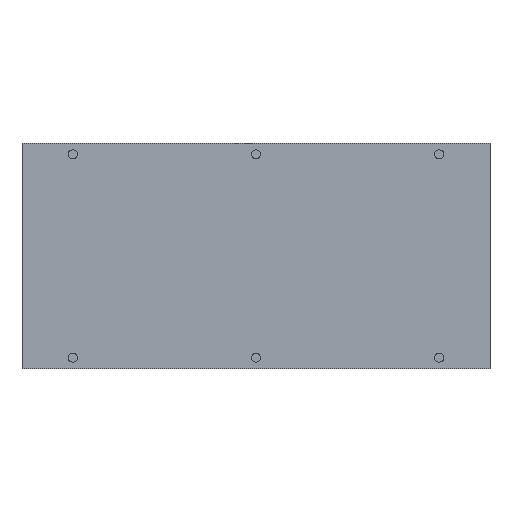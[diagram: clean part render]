
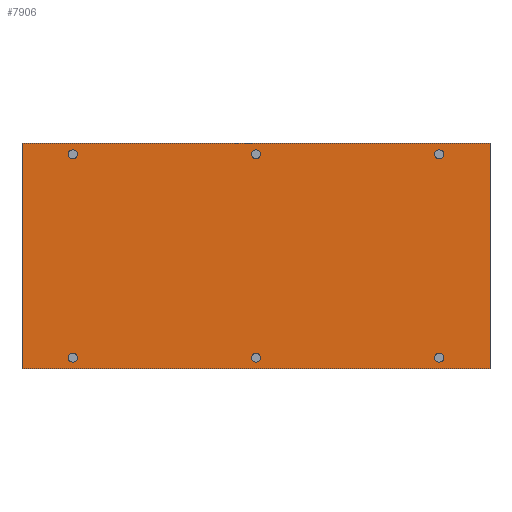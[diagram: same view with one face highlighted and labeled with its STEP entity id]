
A CAD part, front view. The second image highlights one B-rep face of the part: STEP entity #7906.
In plain terms, the highlighted planar face has unit normal (0, -1, 0).
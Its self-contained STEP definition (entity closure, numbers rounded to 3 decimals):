
#7023 = CARTESIAN_POINT ( 'NONE',  ( 100.572, -77.425, -3.924 ) ) ;
#7024 = VERTEX_POINT ( 'NONE', #7023 ) ;
#7026 = CARTESIAN_POINT ( 'NONE',  ( 100.572, -77.425, -54.724 ) ) ;
#7027 = VERTEX_POINT ( 'NONE', #7030 ) ;
#7028 = VERTEX_POINT ( 'NONE', #7026 ) ;
#7030 = CARTESIAN_POINT ( 'NONE',  ( 54.852, -77.425, -54.724 ) ) ;
#7035 = CARTESIAN_POINT ( 'NONE',  ( 9.132, -77.425, -3.924 ) ) ;
#7036 = VERTEX_POINT ( 'NONE', #7035 ) ;
#7037 = CARTESIAN_POINT ( 'NONE',  ( 54.852, -77.425, -3.924 ) ) ;
#7056 = VERTEX_POINT ( 'NONE', #7058 ) ;
#7057 = VERTEX_POINT ( 'NONE', #7037 ) ;
#7058 = CARTESIAN_POINT ( 'NONE',  ( 9.132, -77.425, -54.724 ) ) ;
#7852 = ORIENTED_EDGE ( 'NONE', *, *, #7853, .F. ) ;
#7853 = EDGE_CURVE ( 'NONE', #7056, #7056, #14023, .T. ) ;
#7854 = EDGE_LOOP ( 'NONE', ( #7905 ) ) ;
#7858 = VERTEX_POINT ( 'NONE', #14048 ) ;
#7869 = EDGE_LOOP ( 'NONE', ( #7894 ) ) ;
#7873 = EDGE_LOOP ( 'NONE', ( #7908 ) ) ;
#7874 = EDGE_CURVE ( 'NONE', #7057, #7057, #14087, .T. ) ;
#7891 = EDGE_CURVE ( 'NONE', #7893, #7924, #14120, .T. ) ;
#7892 = VERTEX_POINT ( 'NONE', #14074 ) ;
#7893 = VERTEX_POINT ( 'NONE', #14086 ) ;
#7894 = ORIENTED_EDGE ( 'NONE', *, *, #7911, .F. ) ;
#7895 = ORIENTED_EDGE ( 'NONE', *, *, #7891, .F. ) ;
#7897 = ORIENTED_EDGE ( 'NONE', *, *, #7962, .T. ) ;
#7898 = ORIENTED_EDGE ( 'NONE', *, *, #7912, .F. ) ;
#7899 = EDGE_LOOP ( 'NONE', ( #7895, #7902, #7897, #7901 ) ) ;
#7900 = EDGE_CURVE ( 'NONE', #7892, #7893, #14114, .T. ) ;
#7901 = ORIENTED_EDGE ( 'NONE', *, *, #7923, .T. ) ;
#7902 = ORIENTED_EDGE ( 'NONE', *, *, #7900, .F. ) ;
#7903 = EDGE_LOOP ( 'NONE', ( #7918 ) ) ;
#7905 = ORIENTED_EDGE ( 'NONE', *, *, #7874, .F. ) ;
#7906 = ADVANCED_FACE ( 'NONE', ( #14118, #14128, #14107, #14101, #14127, #14105, #14100 ), #14106, .T. ) ;
#7907 = EDGE_CURVE ( 'NONE', #7036, #7036, #14165, .T. ) ;
#7908 = ORIENTED_EDGE ( 'NONE', *, *, #7910, .F. ) ;
#7909 = EDGE_LOOP ( 'NONE', ( #7852 ) ) ;
#7910 = EDGE_CURVE ( 'NONE', #7027, #7027, #14112, .T. ) ;
#7911 = EDGE_CURVE ( 'NONE', #7028, #7028, #14163, .T. ) ;
#7912 = EDGE_CURVE ( 'NONE', #7024, #7024, #14145, .T. ) ;
#7913 = EDGE_LOOP ( 'NONE', ( #7898 ) ) ;
#7918 = ORIENTED_EDGE ( 'NONE', *, *, #7907, .F. ) ;
#7923 = EDGE_CURVE ( 'NONE', #7858, #7924, #14185, .T. ) ;
#7924 = VERTEX_POINT ( 'NONE', #14184 ) ;
#7962 = EDGE_CURVE ( 'NONE', #7892, #7858, #14231, .T. ) ;
#14013 = DIRECTION ( 'NONE',  ( 0., 0., -1. ) ) ;
#14014 = DIRECTION ( 'NONE',  ( 0., -1., 0. ) ) ;
#14022 = AXIS2_PLACEMENT_3D ( 'NONE', #14031, #14014, #14013 ) ;
#14023 = CIRCLE ( 'NONE', #14022, 1.13 ) ;
#14031 = CARTESIAN_POINT ( 'NONE',  ( 9.132, -77.425, -53.594 ) ) ;
#14048 = CARTESIAN_POINT ( 'NONE',  ( -3.568, -77.425, 0. ) ) ;
#14074 = CARTESIAN_POINT ( 'NONE',  ( 113.272, -77.425, 0. ) ) ;
#14081 = DIRECTION ( 'NONE',  ( 0., 0., -1. ) ) ;
#14082 = DIRECTION ( 'NONE',  ( 0., -1., 0. ) ) ;
#14083 = CARTESIAN_POINT ( 'NONE',  ( 54.852, -77.425, -2.794 ) ) ;
#14084 = AXIS2_PLACEMENT_3D ( 'NONE', #14083, #14082, #14081 ) ;
#14086 = CARTESIAN_POINT ( 'NONE',  ( 113.272, -77.425, -56.388 ) ) ;
#14087 = CIRCLE ( 'NONE', #14084, 1.13 ) ;
#14099 = AXIS2_PLACEMENT_3D ( 'NONE', #14154, #14117, #14153 ) ;
#14100 = FACE_OUTER_BOUND ( 'NONE', #7899, .T. ) ;
#14101 = FACE_BOUND ( 'NONE', #7903, .T. ) ;
#14102 = AXIS2_PLACEMENT_3D ( 'NONE', #14161, #14160, #14159 ) ;
#14103 = DIRECTION ( 'NONE',  ( 0., 0., -1. ) ) ;
#14104 = VECTOR ( 'NONE', #14103, 1000. ) ;
#14105 = FACE_BOUND ( 'NONE', #7913, .T. ) ;
#14106 = PLANE ( 'NONE',  #14102 ) ;
#14107 = FACE_BOUND ( 'NONE', #7854, .T. ) ;
#14112 = CIRCLE ( 'NONE', #14099, 1.13 ) ;
#14113 = CARTESIAN_POINT ( 'NONE',  ( 113.272, -77.425, 0. ) ) ;
#14114 = LINE ( 'NONE', #14113, #14104 ) ;
#14115 = DIRECTION ( 'NONE',  ( -1., 0., 0. ) ) ;
#14116 = VECTOR ( 'NONE', #14115, 1000. ) ;
#14117 = DIRECTION ( 'NONE',  ( 0., -1., 0. ) ) ;
#14118 = FACE_BOUND ( 'NONE', #7873, .T. ) ;
#14119 = CARTESIAN_POINT ( 'NONE',  ( 113.272, -77.425, -56.388 ) ) ;
#14120 = LINE ( 'NONE', #14119, #14116 ) ;
#14127 = FACE_BOUND ( 'NONE', #7869, .T. ) ;
#14128 = FACE_BOUND ( 'NONE', #7909, .T. ) ;
#14142 = DIRECTION ( 'NONE',  ( 0., 0., -1. ) ) ;
#14143 = DIRECTION ( 'NONE',  ( 0., -1., 0. ) ) ;
#14144 = AXIS2_PLACEMENT_3D ( 'NONE', #14152, #14143, #14142 ) ;
#14145 = CIRCLE ( 'NONE', #14144, 1.13 ) ;
#14146 = DIRECTION ( 'NONE',  ( 0., 0., -1. ) ) ;
#14147 = DIRECTION ( 'NONE',  ( 0., -1., 0. ) ) ;
#14148 = CARTESIAN_POINT ( 'NONE',  ( 100.572, -77.425, -53.594 ) ) ;
#14149 = AXIS2_PLACEMENT_3D ( 'NONE', #14148, #14147, #14146 ) ;
#14152 = CARTESIAN_POINT ( 'NONE',  ( 100.572, -77.425, -2.794 ) ) ;
#14153 = DIRECTION ( 'NONE',  ( 0., 0., -1. ) ) ;
#14154 = CARTESIAN_POINT ( 'NONE',  ( 54.852, -77.425, -53.594 ) ) ;
#14155 = DIRECTION ( 'NONE',  ( 0., 0., -1. ) ) ;
#14156 = DIRECTION ( 'NONE',  ( 0., -1., 0. ) ) ;
#14157 = CARTESIAN_POINT ( 'NONE',  ( 9.132, -77.425, -2.794 ) ) ;
#14159 = DIRECTION ( 'NONE',  ( 0., 0., -1. ) ) ;
#14160 = DIRECTION ( 'NONE',  ( 0., -1., 0. ) ) ;
#14161 = CARTESIAN_POINT ( 'NONE',  ( 113.272, -77.425, 0. ) ) ;
#14162 = AXIS2_PLACEMENT_3D ( 'NONE', #14157, #14156, #14155 ) ;
#14163 = CIRCLE ( 'NONE', #14149, 1.13 ) ;
#14165 = CIRCLE ( 'NONE', #14162, 1.13 ) ;
#14181 = DIRECTION ( 'NONE',  ( 0., 0., -1. ) ) ;
#14182 = VECTOR ( 'NONE', #14181, 1000. ) ;
#14183 = CARTESIAN_POINT ( 'NONE',  ( -3.568, -77.425, 0. ) ) ;
#14184 = CARTESIAN_POINT ( 'NONE',  ( -3.568, -77.425, -56.388 ) ) ;
#14185 = LINE ( 'NONE', #14183, #14182 ) ;
#14226 = DIRECTION ( 'NONE',  ( -1., 0., 0. ) ) ;
#14227 = VECTOR ( 'NONE', #14226, 1000. ) ;
#14230 = CARTESIAN_POINT ( 'NONE',  ( 113.272, -77.425, 0. ) ) ;
#14231 = LINE ( 'NONE', #14230, #14227 ) ;
